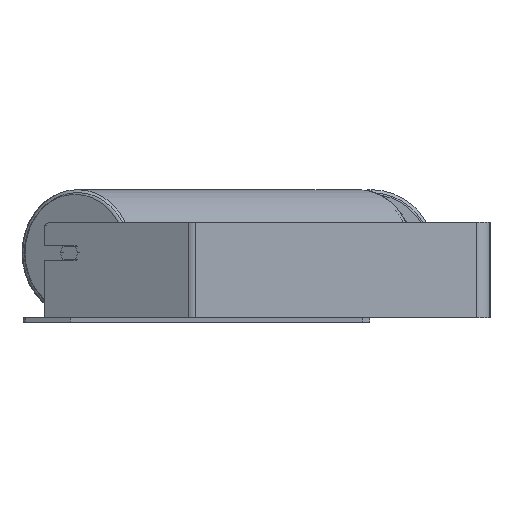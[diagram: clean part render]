
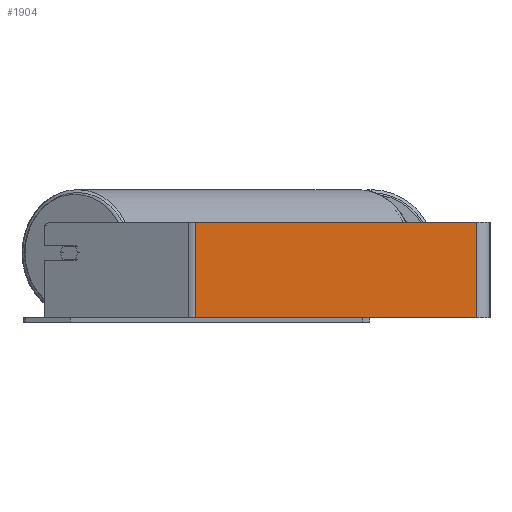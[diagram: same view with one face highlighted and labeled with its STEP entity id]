
A CAD part, left-side view. The second image highlights one B-rep face of the part: STEP entity #1904.
In plain terms, the highlighted planar face has unit normal (-1, 0, 0).
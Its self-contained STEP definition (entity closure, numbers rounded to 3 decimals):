
#84 = LINE ( 'NONE', #8753, #985 ) ;
#209 = CARTESIAN_POINT ( 'NONE',  ( -945., 309.521, 50. ) ) ;
#245 = DIRECTION ( 'NONE',  ( 0., -1., 0. ) ) ;
#659 = AXIS2_PLACEMENT_3D ( 'NONE', #6138, #6775, #5462 ) ;
#865 = VECTOR ( 'NONE', #6771, 1000. ) ;
#985 = VECTOR ( 'NONE', #5955, 1000. ) ;
#1165 = ORIENTED_EDGE ( 'NONE', *, *, #3529, .F. ) ;
#1445 = EDGE_CURVE ( 'NONE', #1518, #7841, #1960, .T. ) ;
#1518 = VERTEX_POINT ( 'NONE', #1653 ) ;
#1653 = CARTESIAN_POINT ( 'NONE',  ( -945., 14., 50. ) ) ;
#1904 = ADVANCED_FACE ( 'NONE', ( #6821 ), #6077, .F. ) ;
#1960 = LINE ( 'NONE', #5583, #5937 ) ;
#2404 = LINE ( 'NONE', #7183, #7051 ) ;
#3339 = VERTEX_POINT ( 'NONE', #5576 ) ;
#3529 = EDGE_CURVE ( 'NONE', #3535, #1518, #84, .T. ) ;
#3535 = VERTEX_POINT ( 'NONE', #209 ) ;
#4089 = CARTESIAN_POINT ( 'NONE',  ( -945., 309.521, 50. ) ) ;
#4298 = CARTESIAN_POINT ( 'NONE',  ( -945., 14., -50. ) ) ;
#5096 = ORIENTED_EDGE ( 'NONE', *, *, #1445, .F. ) ;
#5462 = DIRECTION ( 'NONE',  ( 0., 0., -1. ) ) ;
#5576 = CARTESIAN_POINT ( 'NONE',  ( -945., 309.521, -50. ) ) ;
#5583 = CARTESIAN_POINT ( 'NONE',  ( -945., 14., 50. ) ) ;
#5746 = EDGE_LOOP ( 'NONE', ( #6230, #5096, #1165, #7435 ) ) ;
#5937 = VECTOR ( 'NONE', #6022, 1000. ) ;
#5955 = DIRECTION ( 'NONE',  ( 0., -1., 0. ) ) ;
#6022 = DIRECTION ( 'NONE',  ( 0., 0., -1. ) ) ;
#6077 = PLANE ( 'NONE',  #659 ) ;
#6138 = CARTESIAN_POINT ( 'NONE',  ( -945., 313.272, 50. ) ) ;
#6230 = ORIENTED_EDGE ( 'NONE', *, *, #6238, .T. ) ;
#6238 = EDGE_CURVE ( 'NONE', #3339, #7841, #2404, .T. ) ;
#6352 = EDGE_CURVE ( 'NONE', #3535, #3339, #6953, .T. ) ;
#6771 = DIRECTION ( 'NONE',  ( 0., 0., -1. ) ) ;
#6775 = DIRECTION ( 'NONE',  ( 1., 0., 0. ) ) ;
#6821 = FACE_OUTER_BOUND ( 'NONE', #5746, .T. ) ;
#6953 = LINE ( 'NONE', #4089, #865 ) ;
#7051 = VECTOR ( 'NONE', #245, 1000. ) ;
#7183 = CARTESIAN_POINT ( 'NONE',  ( -945., 313.272, -50. ) ) ;
#7435 = ORIENTED_EDGE ( 'NONE', *, *, #6352, .T. ) ;
#7841 = VERTEX_POINT ( 'NONE', #4298 ) ;
#8753 = CARTESIAN_POINT ( 'NONE',  ( -945., 313.272, 50. ) ) ;
